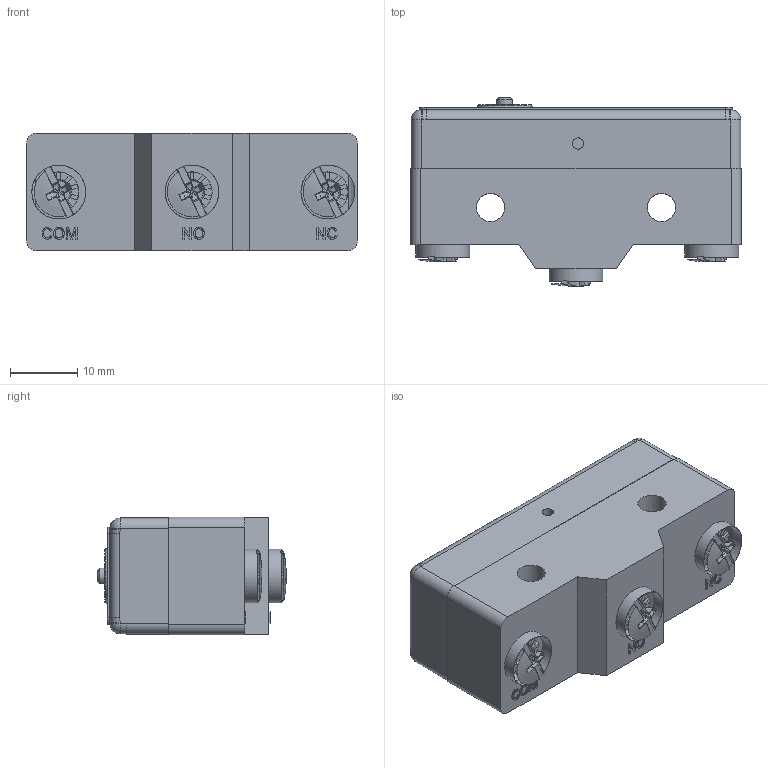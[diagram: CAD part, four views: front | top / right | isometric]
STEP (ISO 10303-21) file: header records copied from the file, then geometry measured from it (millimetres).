
FILE_DESCRIPTION (( 'STEP AP214' ), '1' );
FILE_NAME ('176-MS (Screw Terminal)-Pin Plunger.STEP', '2019-01-18T22:45:36', ( '' ), ( '' ), 'SwSTEP 2.0', 'SolidWorks 2018', '' );
FILE_SCHEMA (( 'AUTOMOTIVE_DESIGN' ));
Length unit declared in the file: inch
Products named in the file (1): 176-MS (Screw Terminal)-Pin Plunger
Bounding box: 49.2 x 27.99 x 17.45 mm (x, y, z)
Volume: 16880.4 mm3; surface area: 6099.5 mm2
Topology: 2 solids, 5 shells, 464 faces, 1196 edges, 695 vertices
Faces by surface type: plane 218, bspline 148, cylinder 82, torus 8, cone 4, sphere 4
Full cylindrical faces by diameter (mm): 1.7 x2, 2.3 x1, 2.4 x1, 3.8 x3, 4.2 x2, 6 x3, 8 x3
Entity records: 19399 total; most frequent: CARTESIAN_POINT 8560, ORIENTED_EDGE 2196, DIRECTION 1557, EDGE_CURVE 1098, VERTEX_POINT 685, AXIS2_PLACEMENT_3D 525, EDGE_LOOP 509, LINE 507
